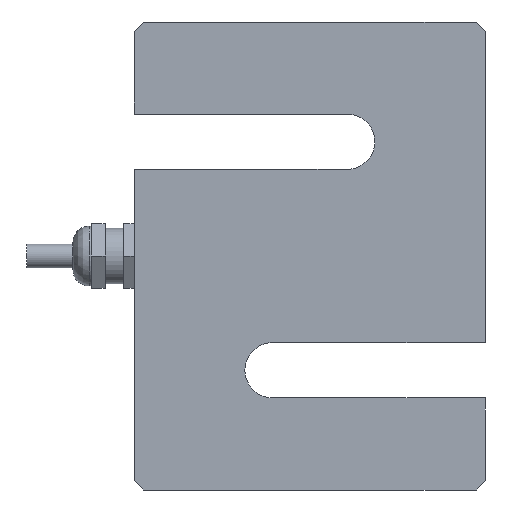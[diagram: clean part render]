
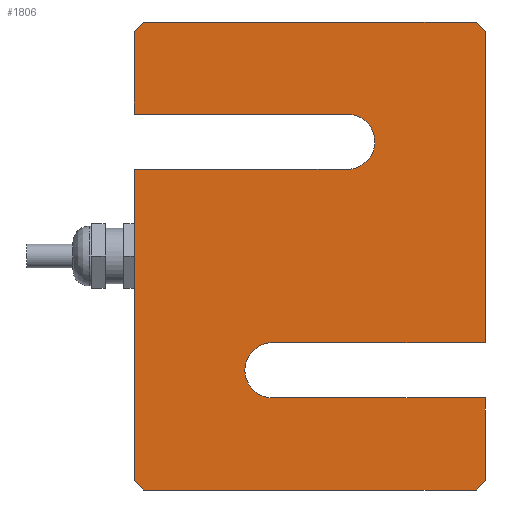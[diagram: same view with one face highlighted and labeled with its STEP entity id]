
A CAD part, front view. The second image highlights one B-rep face of the part: STEP entity #1806.
In plain terms, the highlighted planar face has unit normal (0, -1, 0).
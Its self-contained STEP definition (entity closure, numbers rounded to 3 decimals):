
#176=PLANE('',#1960);
#272=FACE_OUTER_BOUND('',#388,.T.);
#388=EDGE_LOOP('',(#1503,#1504,#1505,#1506,#1507,#1508,#1509,#1510,#1511,
#1512,#1513,#1514,#1515,#1516,#1517,#1518));
#508=LINE('',#4887,#641);
#511=LINE('',#4895,#644);
#513=LINE('',#5141,#646);
#516=LINE('',#5147,#649);
#519=LINE('',#5155,#652);
#521=LINE('',#5401,#654);
#523=LINE('',#5405,#656);
#525=LINE('',#5411,#658);
#526=LINE('',#5414,#659);
#529=LINE('',#5419,#662);
#531=LINE('',#5423,#664);
#532=LINE('',#5426,#665);
#533=LINE('',#5427,#666);
#534=LINE('',#5428,#667);
#641=VECTOR('',#2292,10.);
#644=VECTOR('',#2301,10.);
#646=VECTOR('',#2305,10.);
#649=VECTOR('',#2310,10.);
#652=VECTOR('',#2319,10.);
#654=VECTOR('',#2323,10.);
#656=VECTOR('',#2327,10.);
#658=VECTOR('',#2333,10.);
#659=VECTOR('',#2336,10.);
#662=VECTOR('',#2341,10.);
#664=VECTOR('',#2345,10.);
#665=VECTOR('',#2348,10.);
#666=VECTOR('',#2349,10.);
#667=VECTOR('',#2350,10.);
#698=CIRCLE('',#1946,6.);
#699=CIRCLE('',#1951,6.);
#855=VERTEX_POINT('',#4883);
#856=VERTEX_POINT('',#4885);
#857=VERTEX_POINT('',#4889);
#858=VERTEX_POINT('',#4893);
#859=VERTEX_POINT('',#5139);
#860=VERTEX_POINT('',#5143);
#861=VERTEX_POINT('',#5145);
#862=VERTEX_POINT('',#5149);
#863=VERTEX_POINT('',#5153);
#864=VERTEX_POINT('',#5399);
#865=VERTEX_POINT('',#5403);
#867=VERTEX_POINT('',#5409);
#868=VERTEX_POINT('',#5413);
#869=VERTEX_POINT('',#5417);
#870=VERTEX_POINT('',#5421);
#871=VERTEX_POINT('',#5425);
#1085=EDGE_CURVE('',#855,#856,#508,.T.);
#1087=EDGE_CURVE('',#857,#855,#698,.T.);
#1089=EDGE_CURVE('',#858,#857,#511,.T.);
#1093=EDGE_CURVE('',#859,#858,#513,.T.);
#1096=EDGE_CURVE('',#860,#861,#516,.T.);
#1098=EDGE_CURVE('',#862,#860,#699,.T.);
#1100=EDGE_CURVE('',#863,#862,#519,.T.);
#1104=EDGE_CURVE('',#864,#863,#521,.T.);
#1106=EDGE_CURVE('',#861,#865,#523,.T.);
#1109=EDGE_CURVE('',#867,#865,#525,.T.);
#1110=EDGE_CURVE('',#859,#868,#526,.T.);
#1113=EDGE_CURVE('',#856,#869,#529,.T.);
#1115=EDGE_CURVE('',#870,#869,#531,.T.);
#1116=EDGE_CURVE('',#864,#871,#532,.T.);
#1117=EDGE_CURVE('',#867,#868,#533,.T.);
#1118=EDGE_CURVE('',#870,#871,#534,.T.);
#1503=ORIENTED_EDGE('',*,*,#1116,.F.);
#1504=ORIENTED_EDGE('',*,*,#1104,.T.);
#1505=ORIENTED_EDGE('',*,*,#1100,.T.);
#1506=ORIENTED_EDGE('',*,*,#1098,.T.);
#1507=ORIENTED_EDGE('',*,*,#1096,.T.);
#1508=ORIENTED_EDGE('',*,*,#1106,.T.);
#1509=ORIENTED_EDGE('',*,*,#1109,.F.);
#1510=ORIENTED_EDGE('',*,*,#1117,.T.);
#1511=ORIENTED_EDGE('',*,*,#1110,.F.);
#1512=ORIENTED_EDGE('',*,*,#1093,.T.);
#1513=ORIENTED_EDGE('',*,*,#1089,.T.);
#1514=ORIENTED_EDGE('',*,*,#1087,.T.);
#1515=ORIENTED_EDGE('',*,*,#1085,.T.);
#1516=ORIENTED_EDGE('',*,*,#1113,.T.);
#1517=ORIENTED_EDGE('',*,*,#1115,.F.);
#1518=ORIENTED_EDGE('',*,*,#1118,.T.);
#1806=ADVANCED_FACE('',(#272),#176,.F.);
#1946=AXIS2_PLACEMENT_3D('',#4891,#2296,#2297);
#1951=AXIS2_PLACEMENT_3D('',#5151,#2314,#2315);
#1960=AXIS2_PLACEMENT_3D('',#5424,#2346,#2347);
#2292=DIRECTION('',(1.,0.,0.));
#2296=DIRECTION('center_axis',(0.,1.,0.));
#2297=DIRECTION('ref_axis',(0.,0.,-1.));
#2301=DIRECTION('',(-1.,0.,0.));
#2305=DIRECTION('',(0.,0.,1.));
#2310=DIRECTION('',(-1.,0.,0.));
#2314=DIRECTION('center_axis',(0.,1.,0.));
#2315=DIRECTION('ref_axis',(0.,0.,1.));
#2319=DIRECTION('',(1.,0.,0.));
#2323=DIRECTION('',(0.,0.,-1.));
#2327=DIRECTION('',(0.,0.,-1.));
#2333=DIRECTION('',(-0.707,0.,0.707));
#2336=DIRECTION('',(-0.707,0.,-0.707));
#2341=DIRECTION('',(0.,0.,1.));
#2345=DIRECTION('',(0.707,0.,-0.707));
#2346=DIRECTION('center_axis',(0.,1.,0.));
#2347=DIRECTION('ref_axis',(1.,0.,0.));
#2348=DIRECTION('',(0.707,0.,0.707));
#2349=DIRECTION('',(1.,0.,0.));
#2350=DIRECTION('',(-1.,0.,0.));
#4883=CARTESIAN_POINT('',(-8.1,-14.1,-18.8));
#4885=CARTESIAN_POINT('',(38.1,-14.1,-18.8));
#4887=CARTESIAN_POINT('',(38.1,-14.1,-18.8));
#4889=CARTESIAN_POINT('',(-8.1,-14.1,-30.8));
#4891=CARTESIAN_POINT('Origin',(-8.1,-14.1,-24.8));
#4893=CARTESIAN_POINT('',(38.1,-14.1,-30.8));
#4895=CARTESIAN_POINT('',(38.1,-14.1,-30.8));
#5139=CARTESIAN_POINT('',(38.1,-14.1,-48.8));
#5141=CARTESIAN_POINT('',(38.1,-14.1,-50.8));
#5143=CARTESIAN_POINT('',(8.1,-14.1,18.8));
#5145=CARTESIAN_POINT('',(-38.1,-14.1,18.8));
#5147=CARTESIAN_POINT('',(-38.1,-14.1,18.8));
#5149=CARTESIAN_POINT('',(8.1,-14.1,30.8));
#5151=CARTESIAN_POINT('Origin',(8.1,-14.1,24.8));
#5153=CARTESIAN_POINT('',(-38.1,-14.1,30.8));
#5155=CARTESIAN_POINT('',(-38.1,-14.1,30.8));
#5399=CARTESIAN_POINT('',(-38.1,-14.1,48.8));
#5401=CARTESIAN_POINT('',(-38.1,-14.1,50.8));
#5403=CARTESIAN_POINT('',(-38.1,-14.1,-48.8));
#5405=CARTESIAN_POINT('',(-38.1,-14.1,50.8));
#5409=CARTESIAN_POINT('',(-36.1,-14.1,-50.8));
#5411=CARTESIAN_POINT('',(-40.275,-14.1,-46.625));
#5413=CARTESIAN_POINT('',(36.1,-14.1,-50.8));
#5414=CARTESIAN_POINT('',(40.275,-14.1,-46.625));
#5417=CARTESIAN_POINT('',(38.1,-14.1,48.8));
#5419=CARTESIAN_POINT('',(38.1,-14.1,-50.8));
#5421=CARTESIAN_POINT('',(36.1,-14.1,50.8));
#5423=CARTESIAN_POINT('',(40.275,-14.1,46.625));
#5424=CARTESIAN_POINT('Origin',(0.,-14.1,0.));
#5425=CARTESIAN_POINT('',(-36.1,-14.1,50.8));
#5426=CARTESIAN_POINT('',(-40.275,-14.1,46.625));
#5427=CARTESIAN_POINT('',(-38.1,-14.1,-50.8));
#5428=CARTESIAN_POINT('',(38.1,-14.1,50.8));
